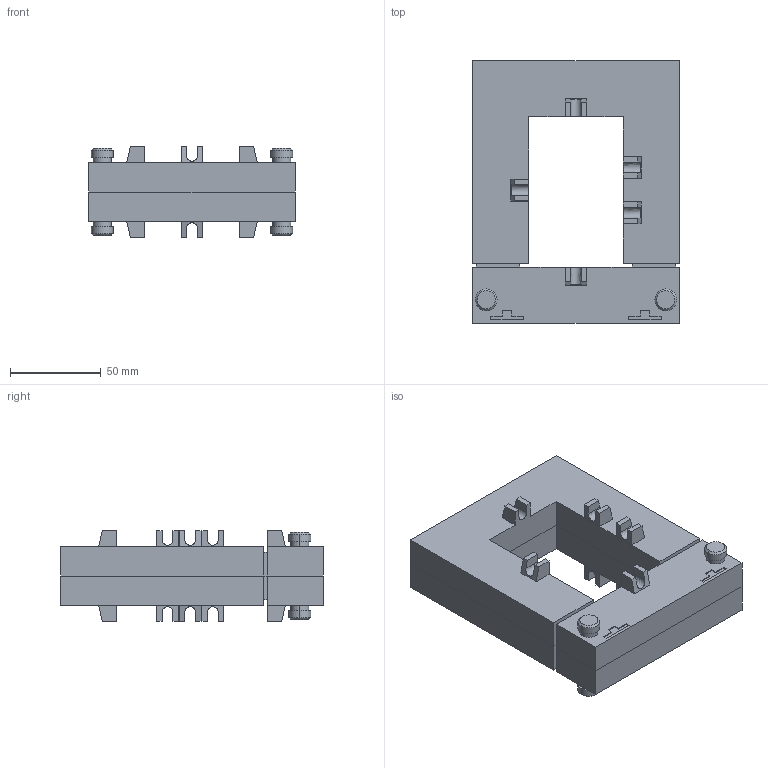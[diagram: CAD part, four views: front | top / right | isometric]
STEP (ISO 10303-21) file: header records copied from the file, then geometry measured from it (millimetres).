
FILE_DESCRIPTION((''),'2;1');
FILE_NAME('3d_DM1TA1000.stp','2012-10-10T14:04:14',(''),(''),'Mechanical Desktop 2011','Mechanical Desktop 2011',', , ');
FILE_SCHEMA(('CONFIG_CONTROL_DESIGN'));
Length unit declared in the file: millimetre
Products named in the file (1): Product
Bounding box: 114 x 145 x 50 mm (x, y, z)
Volume: 398234.9 mm3; surface area: 80737.4 mm2
Topology: 2 solids, 2 shells, 198 faces, 536 edges, 352 vertices
Faces by surface type: plane 100, bspline 81, cylinder 13, cone 4
Entity records: 6454 total; most frequent: CARTESIAN_POINT 1568, ORIENTED_EDGE 1072, DIRECTION 832, EDGE_CURVE 536, VECTOR 476, LINE 476, VERTEX_POINT 352, EDGE_LOOP 212
